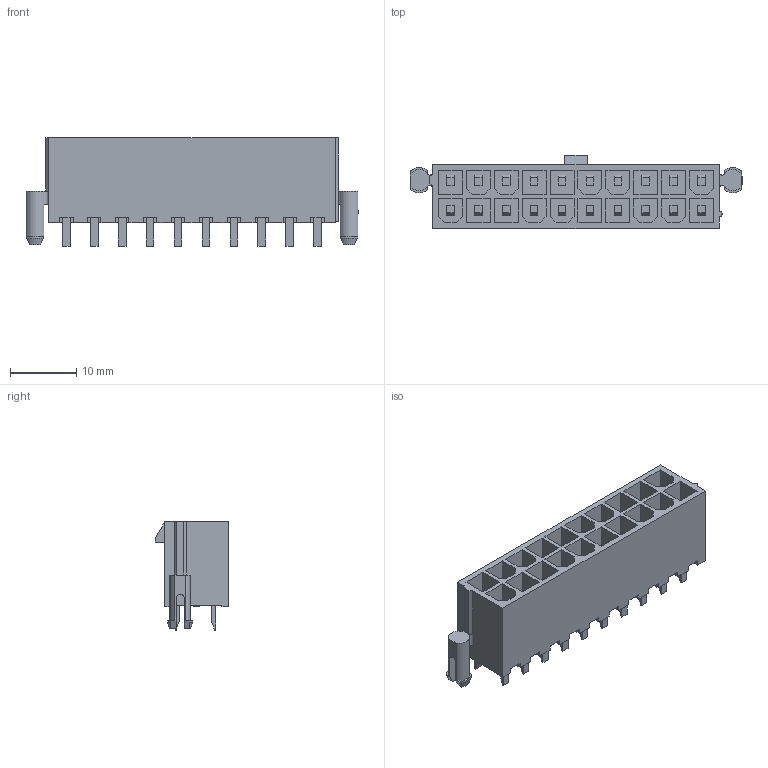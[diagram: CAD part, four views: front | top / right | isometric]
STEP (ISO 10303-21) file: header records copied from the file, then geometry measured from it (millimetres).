
FILE_DESCRIPTION( ( '' ), ' ' );
FILE_NAME( '5b52ce1fc2f98e0ee59b04a5.step', '2018-07-21T06:09:36', ( '' ), ( '' ), ' ', ' ', ' ' );
FILE_SCHEMA( ( 'AUTOMOTIVE_DESIGN { 1 0 10303 214 1 1 1 1 }' ) );
Length unit declared in the file: metre
Products named in the file (47): Open CASCADE STEP translator 6.8 2; Open CASCADE STEP translator 6.8 1
Bounding box: 49.98 x 11 x 16.3 mm (x, y, z)
Volume: 3138.1 mm3; surface area: 5859.9 mm2
Topology: 1 solids, 1 shells, 590 faces, 1613 edges, 1132 vertices
Faces by surface type: plane 571, cylinder 15, cone 4
Entity records: 31706 total; most frequent: CARTESIAN_POINT 3422, ORIENTED_EDGE 3134, DIRECTION 2949, STYLED_ITEM 2203, PRESENTATION_STYLE_ASSIGNMENT 2203, COLOUR_RGB 2203, CURVE_STYLE 1613, DRAUGHTING_PRE_DEFINED_CURVE_FONT 1613
